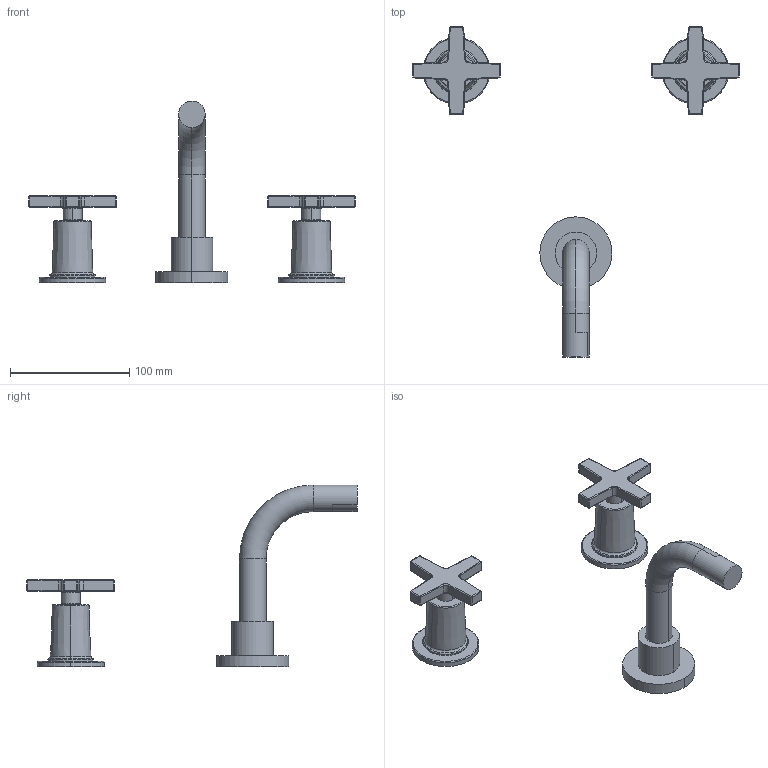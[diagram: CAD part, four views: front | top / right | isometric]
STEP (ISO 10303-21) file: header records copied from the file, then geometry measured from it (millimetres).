
FILE_DESCRIPTION((''),'2;1');
FILE_NAME('3-2985_SW0001','2020-12-01T11:27:42',('rsmith'),(''),'CREO PARAMETRIC BY PTC INC, 2018400','CREO PARAMETRIC BY PTC INC, 2018400','');
FILE_SCHEMA(('AUTOMOTIVE_DESIGN { 1 0 10303 214 1 1 1 1 }'));
Length unit declared in the file: inch
Products named in the file (1): 3-2985_SW0001
Bounding box: 273.33 x 276.43 x 152.34 mm (x, y, z)
Volume: 262092.2 mm3; surface area: 56784 mm2
Topology: 3 solids, 3 shells, 216 faces, 442 edges, 244 vertices
Faces by surface type: cylinder 100, plane 42, torus 38, sphere 32, cone 4
Entity records: 9172 total; most frequent: DIRECTION 1138, CARTESIAN_POINT 904, ORIENTED_EDGE 884, PRESENTATION_STYLE_ASSIGNMENT 660, AXIS2_PLACEMENT_3D 480, STYLED_ITEM 445, CURVE_STYLE 442, EDGE_CURVE 442
